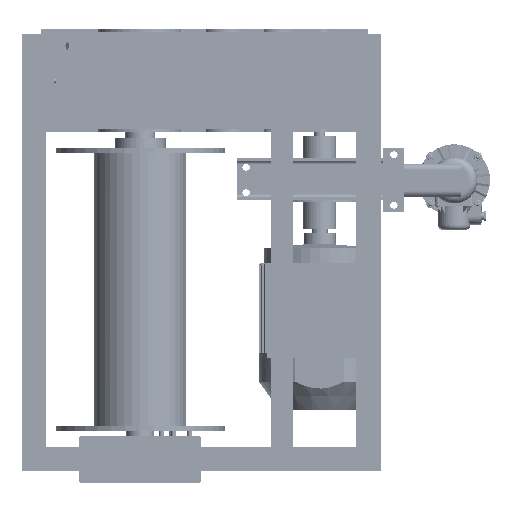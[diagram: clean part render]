
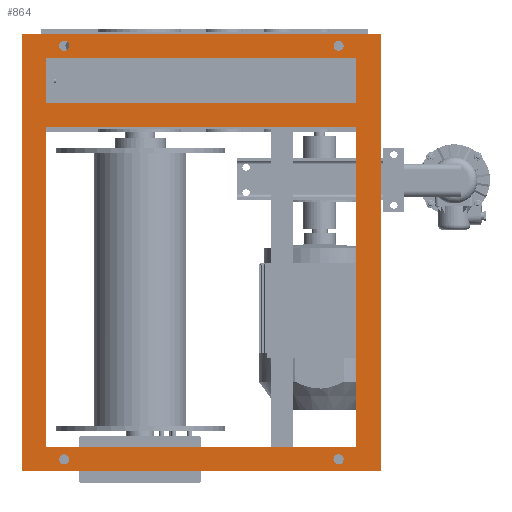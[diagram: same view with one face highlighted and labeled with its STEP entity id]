
A CAD part, front view. The second image highlights one B-rep face of the part: STEP entity #864.
In plain terms, the highlighted planar face has unit normal (0, -1, 0).
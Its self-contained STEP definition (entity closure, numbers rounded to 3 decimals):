
#864=ADVANCED_FACE('',(#86383,#86385,#86387,#86389,#86391,#86393,#86395),#86397,
.T.);
#86383=FACE_BOUND('',#86384,.T.);
#86384=EDGE_LOOP('',(#163909,#163910,#163911,#163912));
#86385=FACE_BOUND('',#86386,.T.);
#86386=EDGE_LOOP('',(#163913,#163914,#163915,#163916));
#86387=FACE_BOUND('',#86388,.T.);
#86388=EDGE_LOOP('',(#163917,#163918,#163919,#163920));
#86389=FACE_BOUND('',#86390,.T.);
#86390=EDGE_LOOP('',(#163921));
#86391=FACE_BOUND('',#86392,.T.);
#86392=EDGE_LOOP('',(#163922));
#86393=FACE_BOUND('',#86394,.T.);
#86394=EDGE_LOOP('',(#163923));
#86395=FACE_BOUND('',#86396,.T.);
#86396=EDGE_LOOP('',(#163924));
#86397=PLANE('',#86398);
#86398=AXIS2_PLACEMENT_3D('',#86399,#86400,#86401);
#86399=CARTESIAN_POINT('',(512.,-352.,-1031.));
#86400=DIRECTION('',(0.,-1.,0.));
#86401=DIRECTION('',(1.,0.,0.));
#163909=ORIENTED_EDGE('',*,*,#223662,.T.);
#163910=ORIENTED_EDGE('',*,*,#223663,.T.);
#163911=ORIENTED_EDGE('',*,*,#223526,.T.);
#163912=ORIENTED_EDGE('',*,*,#223661,.T.);
#163913=ORIENTED_EDGE('',*,*,#223664,.F.);
#163914=ORIENTED_EDGE('',*,*,#223665,.F.);
#163915=ORIENTED_EDGE('',*,*,#223666,.T.);
#163916=ORIENTED_EDGE('',*,*,#223667,.F.);
#163917=ORIENTED_EDGE('',*,*,#223668,.F.);
#163918=ORIENTED_EDGE('',*,*,#223669,.F.);
#163919=ORIENTED_EDGE('',*,*,#223546,.F.);
#163920=ORIENTED_EDGE('',*,*,#223670,.F.);
#163921=ORIENTED_EDGE('',*,*,#223671,.T.);
#163922=ORIENTED_EDGE('',*,*,#223672,.T.);
#163923=ORIENTED_EDGE('',*,*,#223673,.T.);
#163924=ORIENTED_EDGE('',*,*,#223674,.T.);
#223526=EDGE_CURVE('',#250218,#250216,#250219,.T.);
#223546=EDGE_CURVE('',#250254,#250256,#250257,.T.);
#223661=EDGE_CURVE('',#250216,#250465,#250467,.T.);
#223662=EDGE_CURVE('',#250465,#250468,#250469,.T.);
#223663=EDGE_CURVE('',#250468,#250218,#250470,.T.);
#223664=EDGE_CURVE('',#250471,#250472,#250473,.T.);
#223665=EDGE_CURVE('',#250474,#250471,#250475,.T.);
#223666=EDGE_CURVE('',#250474,#250476,#250477,.T.);
#223667=EDGE_CURVE('',#250472,#250476,#250478,.T.);
#223668=EDGE_CURVE('',#250479,#250480,#250481,.T.);
#223669=EDGE_CURVE('',#250256,#250479,#250482,.T.);
#223670=EDGE_CURVE('',#250480,#250254,#250483,.T.);
#223671=EDGE_CURVE('',#250484,#250484,#250485,.F.);
#223672=EDGE_CURVE('',#250486,#250486,#250487,.F.);
#223673=EDGE_CURVE('',#250488,#250488,#250489,.F.);
#223674=EDGE_CURVE('',#250490,#250490,#250491,.F.);
#250216=VERTEX_POINT('',#294508);
#250218=VERTEX_POINT('',#294512);
#250219=LINE('',#294513,#294514);
#250254=VERTEX_POINT('',#294590);
#250256=VERTEX_POINT('',#294594);
#250257=LINE('',#294595,#294596);
#250465=VERTEX_POINT('',#295067);
#250467=LINE('',#295071,#295072);
#250468=VERTEX_POINT('',#295074);
#250469=LINE('',#295075,#295076);
#250470=LINE('',#295078,#295079);
#250471=VERTEX_POINT('',#295081);
#250472=VERTEX_POINT('',#295082);
#250473=LINE('',#295083,#295084);
#250474=VERTEX_POINT('',#295086);
#250475=LINE('',#295087,#295088);
#250476=VERTEX_POINT('',#295090);
#250477=LINE('',#295091,#295092);
#250478=LINE('',#295094,#295095);
#250479=VERTEX_POINT('',#295097);
#250480=VERTEX_POINT('',#295098);
#250481=LINE('',#295099,#295100);
#250482=LINE('',#295102,#295103);
#250483=LINE('',#295105,#295106);
#250484=VERTEX_POINT('',#295108);
#250485=CIRCLE('',#295109,12.);
#250486=VERTEX_POINT('',#295113);
#250487=CIRCLE('',#295114,12.);
#250488=VERTEX_POINT('',#295118);
#250489=CIRCLE('',#295119,12.);
#250490=VERTEX_POINT('',#295123);
#250491=CIRCLE('',#295124,12.);
#294508=CARTESIAN_POINT('',(570.,-352.,-925.5));
#294512=CARTESIAN_POINT('',(-280.,-352.,-925.5));
#294513=CARTESIAN_POINT('',(-280.,-352.,-925.5));
#294514=VECTOR('',#294515,1.);
#294515=DIRECTION('',(1.,0.,0.));
#294590=CARTESIAN_POINT('',(-222.,-352.,-867.5));
#294594=CARTESIAN_POINT('',(512.,-352.,-867.5));
#294595=CARTESIAN_POINT('',(-222.,-352.,-867.5));
#294596=VECTOR('',#294597,1.);
#294597=DIRECTION('',(1.,0.,0.));
#295067=CARTESIAN_POINT('',(570.,-352.,110.5));
#295071=CARTESIAN_POINT('',(570.,-352.,-925.5));
#295072=VECTOR('',#295073,1.);
#295073=DIRECTION('',(0.,0.,1.));
#295074=CARTESIAN_POINT('',(-280.,-352.,110.5));
#295075=CARTESIAN_POINT('',(570.,-352.,110.5));
#295076=VECTOR('',#295077,1.);
#295077=DIRECTION('',(-1.,0.,0.));
#295078=CARTESIAN_POINT('',(-280.,-352.,110.5));
#295079=VECTOR('',#295080,1.);
#295080=DIRECTION('',(0.,0.,-1.));
#295081=CARTESIAN_POINT('',(512.,-352.,52.5));
#295082=CARTESIAN_POINT('',(-222.,-352.,52.5));
#295083=CARTESIAN_POINT('',(512.,-352.,52.5));
#295084=VECTOR('',#295085,1.);
#295085=DIRECTION('',(-1.,0.,0.));
#295086=CARTESIAN_POINT('',(512.,-352.,-52.5));
#295087=CARTESIAN_POINT('',(512.,-352.,-52.5));
#295088=VECTOR('',#295089,1.);
#295089=DIRECTION('',(0.,0.,1.));
#295090=CARTESIAN_POINT('',(-222.,-352.,-52.5));
#295091=CARTESIAN_POINT('',(512.,-352.,-52.5));
#295092=VECTOR('',#295093,1.);
#295093=DIRECTION('',(-1.,0.,0.));
#295094=CARTESIAN_POINT('',(-222.,-352.,52.5));
#295095=VECTOR('',#295096,1.);
#295096=DIRECTION('',(0.,0.,-1.));
#295097=CARTESIAN_POINT('',(512.,-352.,-110.5));
#295098=CARTESIAN_POINT('',(-222.,-352.,-110.5));
#295099=CARTESIAN_POINT('',(512.,-352.,-110.5));
#295100=VECTOR('',#295101,1.);
#295101=DIRECTION('',(-1.,0.,0.));
#295102=CARTESIAN_POINT('',(512.,-352.,-867.5));
#295103=VECTOR('',#295104,1.);
#295104=DIRECTION('',(0.,0.,1.));
#295105=CARTESIAN_POINT('',(-222.,-352.,-110.5));
#295106=VECTOR('',#295107,1.);
#295107=DIRECTION('',(0.,0.,-1.));
#295108=CARTESIAN_POINT('',(-168.,-352.,-897.5));
#295109=AXIS2_PLACEMENT_3D('',#295110,#295111,#295112);
#295110=CARTESIAN_POINT('',(-180.,-352.,-897.5));
#295111=DIRECTION('',(0.,-1.,0.));
#295112=DIRECTION('',(1.,0.,0.));
#295113=CARTESIAN_POINT('',(482.,-352.,-897.5));
#295114=AXIS2_PLACEMENT_3D('',#295115,#295116,#295117);
#295115=CARTESIAN_POINT('',(470.,-352.,-897.5));
#295116=DIRECTION('',(0.,-1.,0.));
#295117=DIRECTION('',(1.,0.,0.));
#295118=CARTESIAN_POINT('',(-168.,-352.,82.5));
#295119=AXIS2_PLACEMENT_3D('',#295120,#295121,#295122);
#295120=CARTESIAN_POINT('',(-180.,-352.,82.5));
#295121=DIRECTION('',(0.,-1.,0.));
#295122=DIRECTION('',(1.,0.,0.));
#295123=CARTESIAN_POINT('',(482.,-352.,82.5));
#295124=AXIS2_PLACEMENT_3D('',#295125,#295126,#295127);
#295125=CARTESIAN_POINT('',(470.,-352.,82.5));
#295126=DIRECTION('',(0.,-1.,0.));
#295127=DIRECTION('',(1.,0.,0.));
